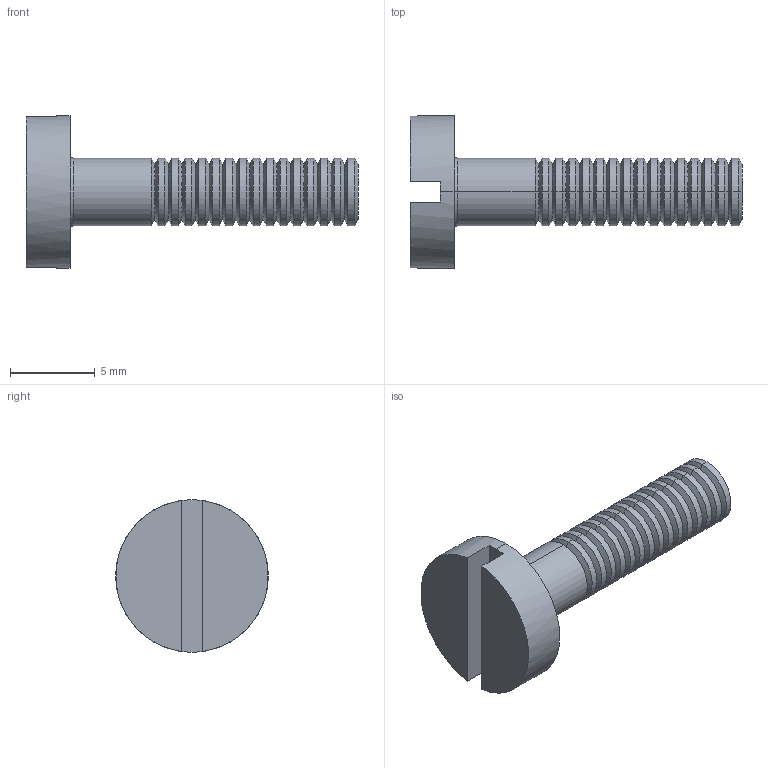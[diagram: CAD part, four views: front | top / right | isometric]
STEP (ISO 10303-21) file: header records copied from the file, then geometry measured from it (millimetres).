
FILE_DESCRIPTION (( 'STEP AP214' ), '1' );
FILE_NAME ('Screw M4 x 17 x 13.STEP', '2025-07-06T08:34:25', ( '' ), ( '' ), 'SwSTEP 2.0', 'SolidWorks 2025', '' );
FILE_SCHEMA (( 'AUTOMOTIVE_DESIGN' ));
Length unit declared in the file: millimetre
Products named in the file (1): Screw M4 x 17 x 13_KS 1021 FF - M5 x 16-S
Bounding box: 19.6 x 9 x 9 mm (x, y, z)
Volume: 346.4 mm3; surface area: 502.8 mm2
Topology: 1 solids, 1 shells, 105 faces, 212 edges, 110 vertices
Faces by surface type: cone 62, cylinder 34, plane 7, torus 2
Entity records: 2696 total; most frequent: DIRECTION 532, CARTESIAN_POINT 428, ORIENTED_EDGE 424, AXIS2_PLACEMENT_3D 214, EDGE_CURVE 212, VERTEX_POINT 110, CIRCLE 108, EDGE_LOOP 106
